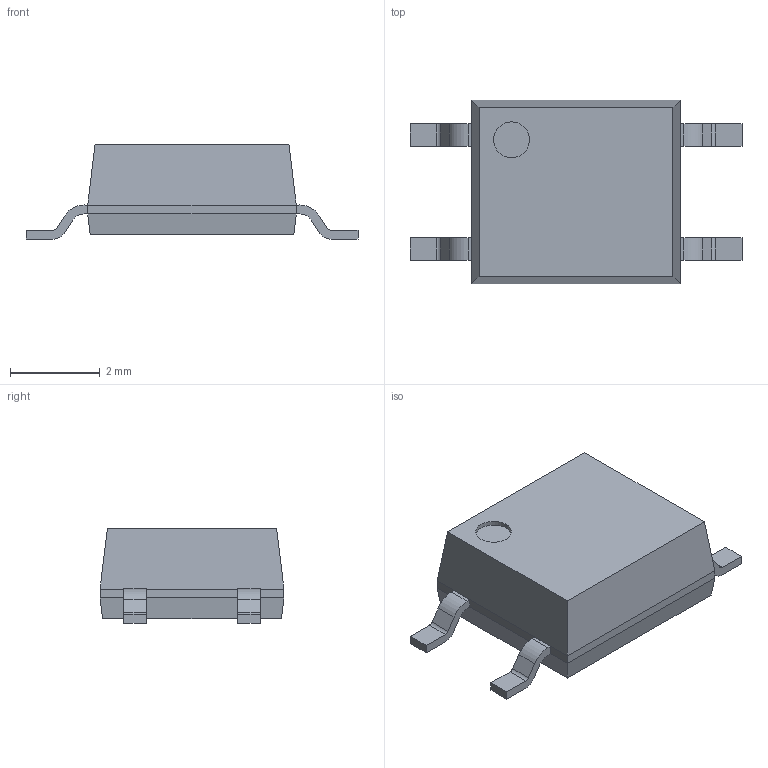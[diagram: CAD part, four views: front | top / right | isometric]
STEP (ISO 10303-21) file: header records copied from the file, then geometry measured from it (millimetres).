
FILE_DESCRIPTION((''),'2;1');
FILE_NAME('SOIC254P700X210-4N.stp','2015-06-22T11:43:20',(''),(''),'Mechanical Desktop 2011','Mechanical Desktop 2011',', , ');
FILE_SCHEMA(('AUTOMOTIVE_DESIGN { 1 2 10303 214 1 1 1 1 }'));
Length unit declared in the file: millimetre
Products named in the file (1): Product
Bounding box: 7.4 x 4.1 x 2.1 mm (x, y, z)
Volume: 36.6 mm3; surface area: 155 mm2
Topology: 7 solids, 7 shells, 77 faces, 186 edges, 124 vertices
Faces by surface type: plane 38, bspline 29, cylinder 10
Entity records: 2386 total; most frequent: CARTESIAN_POINT 587, ORIENTED_EDGE 372, DIRECTION 320, EDGE_CURVE 186, VECTOR 150, LINE 150, VERTEX_POINT 124, AXIS2_PLACEMENT_3D 85
